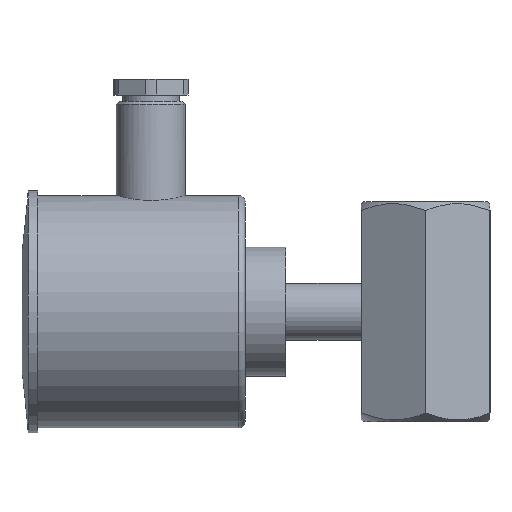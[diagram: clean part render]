
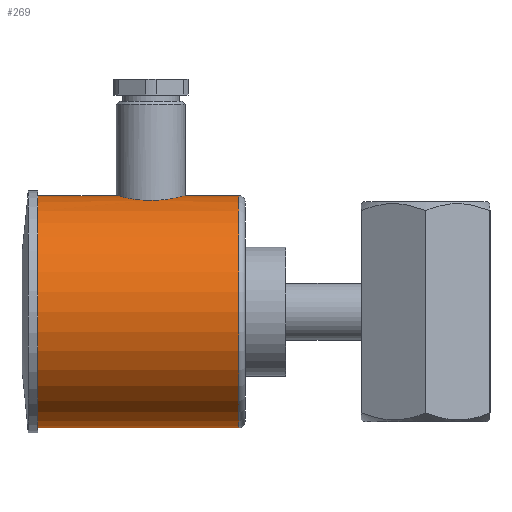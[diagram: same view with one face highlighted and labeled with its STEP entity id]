
A CAD part, left-side view. The second image highlights one B-rep face of the part: STEP entity #269.
In plain terms, the highlighted cylindrical face has radius 37 mm (diameter 74 mm), a full revolution.
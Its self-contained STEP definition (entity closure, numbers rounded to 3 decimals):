
#269=ADVANCED_FACE('',(#391,#392,#393),#333,.T.);
#333=CYLINDRICAL_SURFACE('',#1057,37.);
#347=B_SPLINE_CURVE_WITH_KNOTS('',3,(#1403,#1404,#1405,#1406,#1407,#1408,
#1409,#1410,#1411,#1412,#1413,#1414,#1415,#1416,#1417,#1418,#1419,#1420),
 .UNSPECIFIED.,.T.,.F.,(2,2,2,2,2,2,2,2,2,2,2),(-0.125,0.,0.125,0.25,0.375,
0.5,0.625,0.75,0.875,1.,1.125),.UNSPECIFIED.);
#391=FACE_BOUND('',#445,.T.);
#392=FACE_BOUND('',#446,.T.);
#393=FACE_BOUND('',#447,.T.);
#445=EDGE_LOOP('',(#537));
#446=EDGE_LOOP('',(#538));
#447=EDGE_LOOP('',(#539));
#537=ORIENTED_EDGE('',*,*,#884,.T.);
#538=ORIENTED_EDGE('',*,*,#885,.F.);
#539=ORIENTED_EDGE('',*,*,#883,.F.);
#790=VERTEX_POINT('',#1421);
#791=VERTEX_POINT('',#1424);
#792=VERTEX_POINT('',#1426);
#883=EDGE_CURVE('',#790,#790,#347,.T.);
#884=EDGE_CURVE('',#791,#791,#1010,.T.);
#885=EDGE_CURVE('',#792,#792,#1011,.T.);
#1010=CIRCLE('',#1055,37.);
#1011=CIRCLE('',#1056,37.);
#1055=AXIS2_PLACEMENT_3D('',#1423,#1160,#1161);
#1056=AXIS2_PLACEMENT_3D('',#1425,#1162,#1163);
#1057=AXIS2_PLACEMENT_3D('',#1427,#1164,#1165);
#1160=DIRECTION('',(0.,1.,0.));
#1161=DIRECTION('',(-1.,0.,0.));
#1162=DIRECTION('',(0.,1.,0.));
#1163=DIRECTION('',(0.,0.,1.));
#1164=DIRECTION('',(0.,-1.,0.));
#1165=DIRECTION('',(1.,0.,0.));
#1403=CARTESIAN_POINT('',(-10.787,90.425,0.413));
#1404=CARTESIAN_POINT('',(-10.787,84.575,0.413));
#1405=CARTESIAN_POINT('',(-9.581,81.736,0.815));
#1406=CARTESIAN_POINT('',(-5.543,77.701,1.65));
#1407=CARTESIAN_POINT('',(-2.674,76.5,2.021));
#1408=CARTESIAN_POINT('',(3.103,76.5,1.977));
#1409=CARTESIAN_POINT('',(5.966,77.695,1.564));
#1410=CARTESIAN_POINT('',(10.023,81.756,0.659));
#1411=CARTESIAN_POINT('',(11.212,84.613,0.239));
#1412=CARTESIAN_POINT('',(11.214,90.377,0.239));
#1413=CARTESIAN_POINT('',(10.025,93.241,0.658));
#1414=CARTESIAN_POINT('',(5.971,97.302,1.563));
#1415=CARTESIAN_POINT('',(3.126,98.497,1.976));
#1416=CARTESIAN_POINT('',(-2.675,98.503,2.022));
#1417=CARTESIAN_POINT('',(-5.54,97.301,1.651));
#1418=CARTESIAN_POINT('',(-9.58,93.266,0.815));
#1419=CARTESIAN_POINT('',(-10.787,90.425,0.413));
#1420=CARTESIAN_POINT('',(-10.787,84.575,0.413));
#1421=CARTESIAN_POINT('',(-10.787,87.5,0.413));
#1423=CARTESIAN_POINT('',(-0.066,59.5,-35.));
#1424=CARTESIAN_POINT('',(-37.066,59.5,-35.));
#1425=CARTESIAN_POINT('',(-0.066,123.5,-35.));
#1426=CARTESIAN_POINT('',(-0.066,123.5,2.));
#1427=CARTESIAN_POINT('',(-0.066,128.5,-35.));
